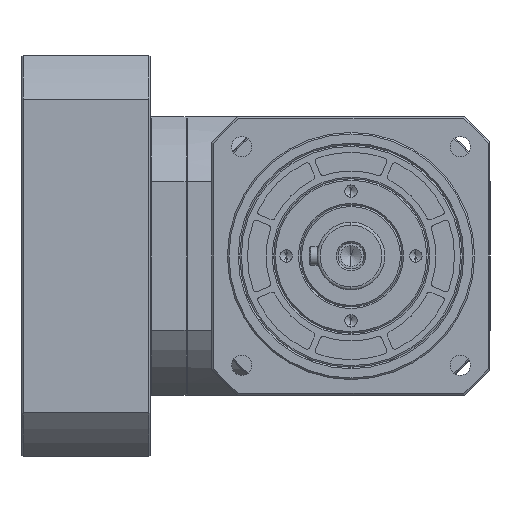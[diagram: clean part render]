
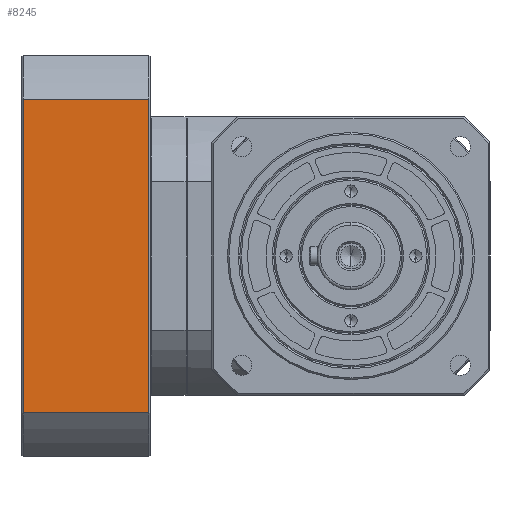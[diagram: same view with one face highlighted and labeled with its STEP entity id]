
A CAD part, left-side view. The second image highlights one B-rep face of the part: STEP entity #8245.
In plain terms, the highlighted face is planar.
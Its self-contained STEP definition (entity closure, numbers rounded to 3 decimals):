
#6975=DIRECTION('',(-1.,0.,0.));
#6976=VECTOR('',#6975,40.7);
#6977=CARTESIAN_POINT('',(41.1,-50.806,65.));
#6978=LINE('',#6977,#6976);
#6987=DIRECTION('',(1.,0.,0.));
#6988=VECTOR('',#6987,40.7);
#6989=CARTESIAN_POINT('',(0.4,50.806,65.));
#6990=LINE('',#6989,#6988);
#7204=DIRECTION('',(0.,1.,0.));
#7205=VECTOR('',#7204,101.612);
#7206=CARTESIAN_POINT('',(0.4,-50.806,65.));
#7207=LINE('',#7206,#7205);
#7651=CARTESIAN_POINT('',(41.1,50.806,65.));
#7670=DIRECTION('',(0.,-1.,0.));
#7671=VECTOR('',#7670,101.612);
#7672=CARTESIAN_POINT('',(41.1,50.806,65.));
#7673=LINE('',#7672,#7671);
#7695=CARTESIAN_POINT('',(41.1,-50.806,65.));
#7815=CARTESIAN_POINT('',(0.4,-50.806,65.));
#7816=CARTESIAN_POINT('',(0.4,50.806,65.));
#7817=VERTEX_POINT('',#7815);
#7818=VERTEX_POINT('',#7816);
#7977=VERTEX_POINT('',#7651);
#7998=VERTEX_POINT('',#7695);
#8231=CARTESIAN_POINT('',(0.,-50.806,65.));
#8232=DIRECTION('',(0.,0.,-1.));
#8233=DIRECTION('',(-1.,0.,0.));
#8234=AXIS2_PLACEMENT_3D('',#8231,#8232,#8233);
#8235=PLANE('',#8234);
#8237=ORIENTED_EDGE('',*,*,#8236,.T.);
#8239=ORIENTED_EDGE('',*,*,#8238,.T.);
#8240=ORIENTED_EDGE('',*,*,#8221,.T.);
#8242=ORIENTED_EDGE('',*,*,#8241,.T.);
#8243=EDGE_LOOP('',(#8237,#8239,#8240,#8242));
#8244=FACE_OUTER_BOUND('',#8243,.F.);
#8245=ADVANCED_FACE('',(#8244),#8235,.F.);
#8221=EDGE_CURVE('',#7998,#7817,#6978,.T.);
#8236=EDGE_CURVE('',#7818,#7977,#6990,.T.);
#8238=EDGE_CURVE('',#7977,#7998,#7673,.T.);
#8241=EDGE_CURVE('',#7817,#7818,#7207,.T.);
